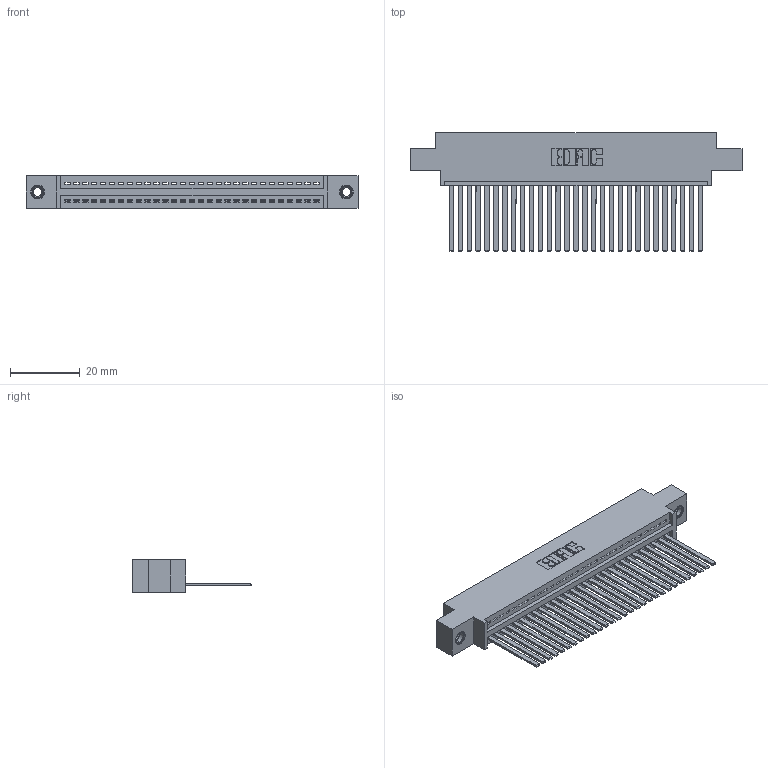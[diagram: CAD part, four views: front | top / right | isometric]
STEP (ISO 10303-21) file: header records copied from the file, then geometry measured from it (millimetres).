
FILE_DESCRIPTION (( 'STEP AP203' ), '1' );
FILE_NAME ('395-029-544-607.STEP', '2019-10-19T06:03:32', ( '' ), ( '' ), 'SwSTEP 2.0', 'SolidWorks 2016', '' );
FILE_SCHEMA (( 'CONFIG_CONTROL_DESIGN' ));
Length unit declared in the file: inch
Products named in the file (4): 345-292-001_345-293-144; 345 Part_0.170 Offset - 0.156 Dia-TI; 395-029-544-607; 345-250-001_345-250-005-103
Assembly tree (32 placements, depth 2):
  395-029-544-607
    345 Part_0.170 Offset - 0.156 Dia-TI
    345-292-001_345-293-144  x29
    345-250-001_345-250-005-103  x2
Bounding box: 94.87 x 33.96 x 9.4 mm (x, y, z)
Volume: 9113.2 mm3; surface area: 13101.4 mm2
Topology: 32 solids, 32 shells, 1698 faces, 5071 edges, 3334 vertices
Faces by surface type: plane 1160, cylinder 522, cone 12, torus 4
Entity records: 24710 total; most frequent: CARTESIAN_POINT 4262, ORIENTED_EDGE 4218, DIRECTION 3765, EDGE_CURVE 2109, LINE 1845, VECTOR 1845, VERTEX_POINT 1400, AXIS2_PLACEMENT_3D 960
